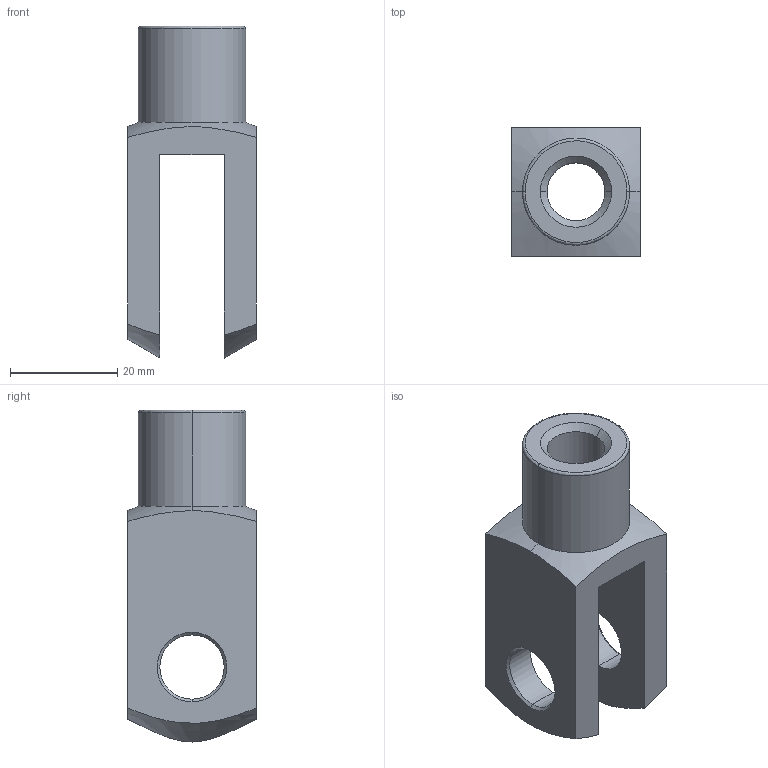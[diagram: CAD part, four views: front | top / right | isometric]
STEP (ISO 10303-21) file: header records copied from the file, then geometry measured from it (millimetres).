
FILE_DESCRIPTION (( 'STEP AP214' ), '1' );
FILE_NAME ('RD001394.STEP', '2018-08-27T10:30:25', ( '' ), ( '' ), 'SwSTEP 2.0', 'SolidWorks 2018', '' );
FILE_SCHEMA (( 'AUTOMOTIVE_DESIGN' ));
Length unit declared in the file: millimetre
Products named in the file (1): RD001394
Bounding box: 24 x 24 x 62 mm (x, y, z)
Volume: 15355.3 mm3; surface area: 7491.4 mm2
Topology: 1 solids, 1 shells, 29 faces, 71 edges, 44 vertices
Faces by surface type: cone 11, cylinder 8, plane 8, bspline 2
Entity records: 1043 total; most frequent: CARTESIAN_POINT 339, ORIENTED_EDGE 142, DIRECTION 133, EDGE_CURVE 71, AXIS2_PLACEMENT_3D 52, VERTEX_POINT 44, EDGE_LOOP 35, ADVANCED_FACE 29
